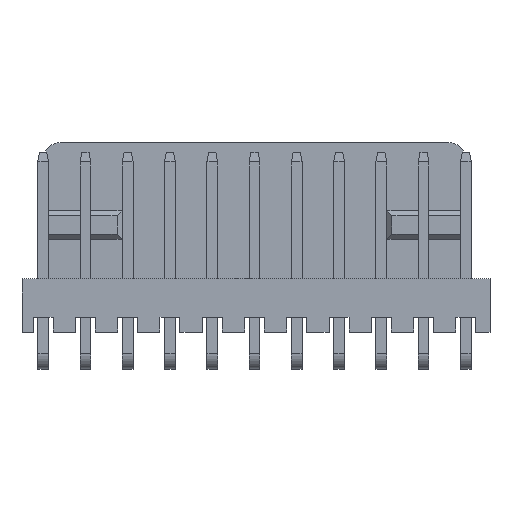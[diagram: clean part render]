
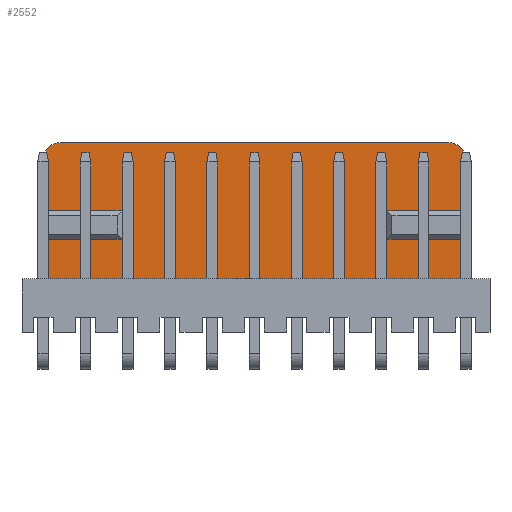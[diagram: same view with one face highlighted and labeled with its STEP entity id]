
A CAD part, top view. The second image highlights one B-rep face of the part: STEP entity #2552.
In plain terms, the highlighted planar face has unit normal (0, 0, 1).
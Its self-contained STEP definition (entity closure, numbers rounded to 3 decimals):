
#67 = CARTESIAN_POINT ( 'NONE',  ( 15.802, -0.977, 0.86 ) ) ;
#444 = VERTEX_POINT ( 'NONE', #67 ) ;
#518 = VERTEX_POINT ( 'NONE', #4431 ) ;
#519 = VERTEX_POINT ( 'NONE', #4432 ) ;
#520 = VERTEX_POINT ( 'NONE', #4433 ) ;
#521 = VERTEX_POINT ( 'NONE', #4434 ) ;
#522 = VERTEX_POINT ( 'NONE', #4435 ) ;
#524 = VERTEX_POINT ( 'NONE', #4437 ) ;
#551 = VERTEX_POINT ( 'NONE', #4462 ) ;
#552 = VERTEX_POINT ( 'NONE', #4463 ) ;
#554 = VERTEX_POINT ( 'NONE', #4465 ) ;
#771 = VERTEX_POINT ( 'NONE', #5499 ) ;
#785 = VERTEX_POINT ( 'NONE', #5509 ) ;
#792 = VERTEX_POINT ( 'NONE', #5513 ) ;
#907 = VECTOR ( 'NONE', #9576, 1000. ) ;
#908 = LINE ( 'NONE', #9588, #925 ) ;
#909 = LINE ( 'NONE', #9577, #910 ) ;
#910 = VECTOR ( 'NONE', #9578, 1000. ) ;
#911 = LINE ( 'NONE', #9580, #915 ) ;
#912 = LINE ( 'NONE', #9189, #913 ) ;
#913 = VECTOR ( 'NONE', #9579, 1000. ) ;
#914 = CIRCLE ( 'NONE', #8697, 1. ) ;
#915 = VECTOR ( 'NONE', #9581, 1000. ) ;
#916 = CIRCLE ( 'NONE', #8698, 1. ) ;
#917 = LINE ( 'NONE', #9582, #919 ) ;
#918 = LINE ( 'NONE', #9592, #921 ) ;
#919 = VECTOR ( 'NONE', #9583, 1000. ) ;
#920 = LINE ( 'NONE', #9594, #923 ) ;
#921 = VECTOR ( 'NONE', #9593, 1000. ) ;
#923 = VECTOR ( 'NONE', #9596, 1000. ) ;
#924 = LINE ( 'NONE', #9598, #927 ) ;
#925 = VECTOR ( 'NONE', #9597, 1000. ) ;
#927 = VECTOR ( 'NONE', #9599, 1000. ) ;
#1986 = VERTEX_POINT ( 'NONE', #7013 ) ;
#2415 = EDGE_LOOP ( 'NONE', ( #3820, #3821, #3822, #3823, #3824, #3825, #3826, #3827, #3828, #3829, #3830, #3831, #3832, #3833 ) ) ;
#2552 = ADVANCED_FACE ( 'NONE', ( #8384 ), #8048, .F. ) ;
#3165 = EDGE_CURVE ( 'NONE', #1986, #771, #9303, .T. ) ;
#3203 = EDGE_CURVE ( 'NONE', #785, #792, #9374, .T. ) ;
#3265 = EDGE_CURVE ( 'NONE', #792, #444, #9501, .T. ) ;
#3266 = EDGE_CURVE ( 'NONE', #518, #444, #9503, .T. ) ;
#3267 = EDGE_CURVE ( 'NONE', #552, #518, #909, .T. ) ;
#3268 = EDGE_CURVE ( 'NONE', #554, #552, #912, .T. ) ;
#3269 = EDGE_CURVE ( 'NONE', #554, #522, #911, .T. ) ;
#3270 = EDGE_CURVE ( 'NONE', #1986, #522, #914, .T. ) ;
#3271 = EDGE_CURVE ( 'NONE', #519, #771, #916, .T. ) ;
#3272 = EDGE_CURVE ( 'NONE', #519, #524, #917, .T. ) ;
#3273 = EDGE_CURVE ( 'NONE', #520, #524, #918, .T. ) ;
#3274 = EDGE_CURVE ( 'NONE', #521, #520, #920, .T. ) ;
#3275 = EDGE_CURVE ( 'NONE', #551, #521, #908, .T. ) ;
#3276 = EDGE_CURVE ( 'NONE', #551, #785, #924, .T. ) ;
#3820 = ORIENTED_EDGE ( 'NONE', *, *, #3203, .T. ) ;
#3821 = ORIENTED_EDGE ( 'NONE', *, *, #3265, .T. ) ;
#3822 = ORIENTED_EDGE ( 'NONE', *, *, #3266, .F. ) ;
#3823 = ORIENTED_EDGE ( 'NONE', *, *, #3267, .F. ) ;
#3824 = ORIENTED_EDGE ( 'NONE', *, *, #3268, .F. ) ;
#3825 = ORIENTED_EDGE ( 'NONE', *, *, #3269, .T. ) ;
#3826 = ORIENTED_EDGE ( 'NONE', *, *, #3270, .F. ) ;
#3827 = ORIENTED_EDGE ( 'NONE', *, *, #3165, .T. ) ;
#3828 = ORIENTED_EDGE ( 'NONE', *, *, #3271, .F. ) ;
#3829 = ORIENTED_EDGE ( 'NONE', *, *, #3272, .T. ) ;
#3830 = ORIENTED_EDGE ( 'NONE', *, *, #3273, .F. ) ;
#3831 = ORIENTED_EDGE ( 'NONE', *, *, #3274, .F. ) ;
#3832 = ORIENTED_EDGE ( 'NONE', *, *, #3275, .F. ) ;
#3833 = ORIENTED_EDGE ( 'NONE', *, *, #3276, .T. ) ;
#4431 = CARTESIAN_POINT ( 'NONE',  ( 11.092, -0.977, 0.86 ) ) ;
#4432 = CARTESIAN_POINT ( 'NONE',  ( -9.538, 3.823, 0.86 ) ) ;
#4433 = CARTESIAN_POINT ( 'NONE',  ( -4.828, 0.723, 0.86 ) ) ;
#4434 = CARTESIAN_POINT ( 'NONE',  ( -4.828, -0.977, 0.86 ) ) ;
#4435 = CARTESIAN_POINT ( 'NONE',  ( 15.802, 3.823, 0.86 ) ) ;
#4437 = CARTESIAN_POINT ( 'NONE',  ( -9.538, 0.723, 0.86 ) ) ;
#4462 = CARTESIAN_POINT ( 'NONE',  ( -9.538, -0.977, 0.86 ) ) ;
#4463 = CARTESIAN_POINT ( 'NONE',  ( 11.092, 0.723, 0.86 ) ) ;
#4465 = CARTESIAN_POINT ( 'NONE',  ( 15.802, 0.723, 0.86 ) ) ;
#5499 = CARTESIAN_POINT ( 'NONE',  ( -8.538, 4.823, 0.86 ) ) ;
#5509 = CARTESIAN_POINT ( 'NONE',  ( -9.538, -3.377, 0.86 ) ) ;
#5513 = CARTESIAN_POINT ( 'NONE',  ( 15.802, -3.377, 0.86 ) ) ;
#7013 = CARTESIAN_POINT ( 'NONE',  ( 14.802, 4.823, 0.86 ) ) ;
#8041 = CARTESIAN_POINT ( 'NONE',  ( -9.538, 0.723, 0.86 ) ) ;
#8048 = PLANE ( 'NONE',  #8576 ) ;
#8050 = DIRECTION ( 'NONE',  ( 0., 0., -1. ) ) ;
#8051 = DIRECTION ( 'NONE',  ( -1., 0., 0. ) ) ;
#8384 = FACE_OUTER_BOUND ( 'NONE', #2415, .T. ) ;
#8551 = VECTOR ( 'NONE', #9574, 1000. ) ;
#8576 = AXIS2_PLACEMENT_3D ( 'NONE', #8041, #8050, #8051 ) ;
#8697 = AXIS2_PLACEMENT_3D ( 'NONE', #9584, #9585, #9586 ) ;
#8698 = AXIS2_PLACEMENT_3D ( 'NONE', #9589, #9590, #9591 ) ;
#9050 = DIRECTION ( 'NONE',  ( -1., 0., 0. ) ) ;
#9079 = CARTESIAN_POINT ( 'NONE',  ( -8.538, 4.823, 0.86 ) ) ;
#9153 = CARTESIAN_POINT ( 'NONE',  ( -10.858, -3.377, 0.86 ) ) ;
#9161 = DIRECTION ( 'NONE',  ( 1., 0., 0. ) ) ;
#9189 = CARTESIAN_POINT ( 'NONE',  ( -32.398, 0.723, 0.86 ) ) ;
#9303 = LINE ( 'NONE', #9079, #9305 ) ;
#9305 = VECTOR ( 'NONE', #9050, 1000. ) ;
#9374 = LINE ( 'NONE', #9153, #9381 ) ;
#9381 = VECTOR ( 'NONE', #9161, 1000. ) ;
#9501 = LINE ( 'NONE', #9573, #8551 ) ;
#9503 = LINE ( 'NONE', #9575, #907 ) ;
#9573 = CARTESIAN_POINT ( 'NONE',  ( 15.802, 3.823, 0.86 ) ) ;
#9574 = DIRECTION ( 'NONE',  ( 0., 1., 0. ) ) ;
#9575 = CARTESIAN_POINT ( 'NONE',  ( -32.398, -0.977, 0.86 ) ) ;
#9576 = DIRECTION ( 'NONE',  ( 1., 0., 0. ) ) ;
#9577 = CARTESIAN_POINT ( 'NONE',  ( 11.092, 0.723, 0.86 ) ) ;
#9578 = DIRECTION ( 'NONE',  ( 0., -1., 0. ) ) ;
#9579 = DIRECTION ( 'NONE',  ( -1., 0., 0. ) ) ;
#9580 = CARTESIAN_POINT ( 'NONE',  ( 15.802, 3.823, 0.86 ) ) ;
#9581 = DIRECTION ( 'NONE',  ( 0., 1., 0. ) ) ;
#9582 = CARTESIAN_POINT ( 'NONE',  ( -9.538, -3.377, 0.86 ) ) ;
#9583 = DIRECTION ( 'NONE',  ( 0., -1., 0. ) ) ;
#9584 = CARTESIAN_POINT ( 'NONE',  ( 14.802, 3.823, 0.86 ) ) ;
#9585 = DIRECTION ( 'NONE',  ( 0., 0., -1. ) ) ;
#9586 = DIRECTION ( 'NONE',  ( 1., 0., 0. ) ) ;
#9588 = CARTESIAN_POINT ( 'NONE',  ( -9.538, -0.977, 0.86 ) ) ;
#9589 = CARTESIAN_POINT ( 'NONE',  ( -8.538, 3.823, 0.86 ) ) ;
#9590 = DIRECTION ( 'NONE',  ( 0., 0., -1. ) ) ;
#9591 = DIRECTION ( 'NONE',  ( 1., 0., 0. ) ) ;
#9592 = CARTESIAN_POINT ( 'NONE',  ( -9.538, 0.723, 0.86 ) ) ;
#9593 = DIRECTION ( 'NONE',  ( -1., 0., 0. ) ) ;
#9594 = CARTESIAN_POINT ( 'NONE',  ( -4.828, 0.723, 0.86 ) ) ;
#9596 = DIRECTION ( 'NONE',  ( 0., 1., 0. ) ) ;
#9597 = DIRECTION ( 'NONE',  ( 1., 0., 0. ) ) ;
#9598 = CARTESIAN_POINT ( 'NONE',  ( -9.538, -3.377, 0.86 ) ) ;
#9599 = DIRECTION ( 'NONE',  ( 0., -1., 0. ) ) ;
